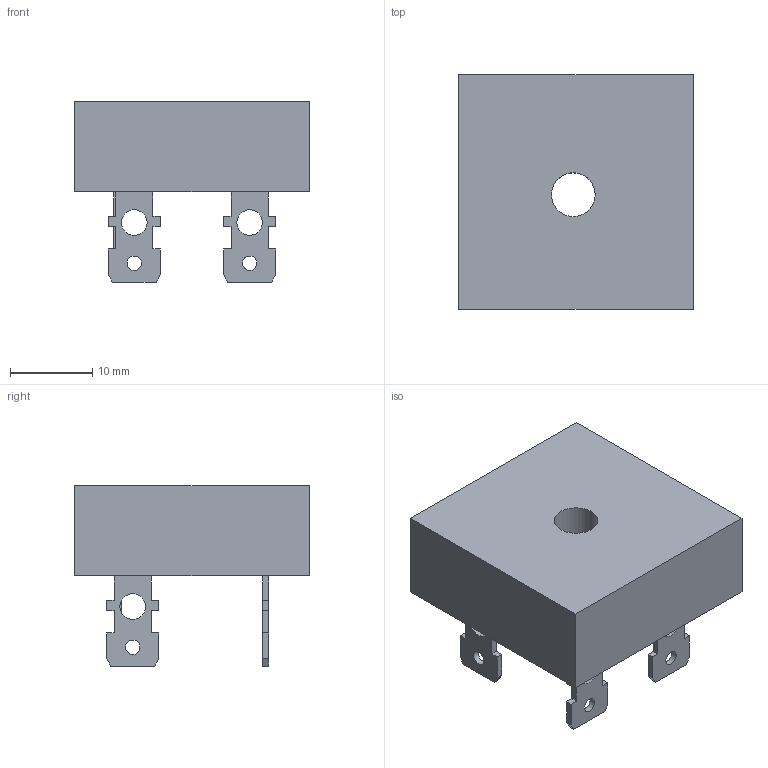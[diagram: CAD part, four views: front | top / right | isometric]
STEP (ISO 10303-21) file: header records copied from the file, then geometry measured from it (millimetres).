
FILE_DESCRIPTION(('FreeCAD Model'),'2;1');
FILE_NAME('Open CASCADE Shape Model','2021-08-16T03:21:13',( 'kicad StepUp'),('ksu MCAD'),'Open CASCADE STEP processor 7.5', 'FreeCAD','Unknown');
FILE_SCHEMA(('AUTOMOTIVE_DESIGN { 1 0 10303 214 1 1 1 1 }'));
Length unit declared in the file: millimetre
Products named in the file (1): DIGITRON_Diode_Bridge_KBPC_T
Bounding box: 28.61 x 28.61 x 22 mm (x, y, z)
Volume: 8233.3 mm3; surface area: 3728.8 mm2
Topology: 1 solids, 1 shells, 98 faces, 270 edges, 180 vertices
Faces by surface type: plane 88, cylinder 10
Full cylindrical faces by diameter (mm): 1.773 x4, 3.127 x4, 5.344 x1, 6.344 x1
Entity records: 3729 total; most frequent: CARTESIAN_POINT 549, ORIENTED_EDGE 540, DIRECTION 488, EDGE_CURVE 270, LINE 250, VECTOR 250, VERTEX_POINT 180, FACE_BOUND 122
